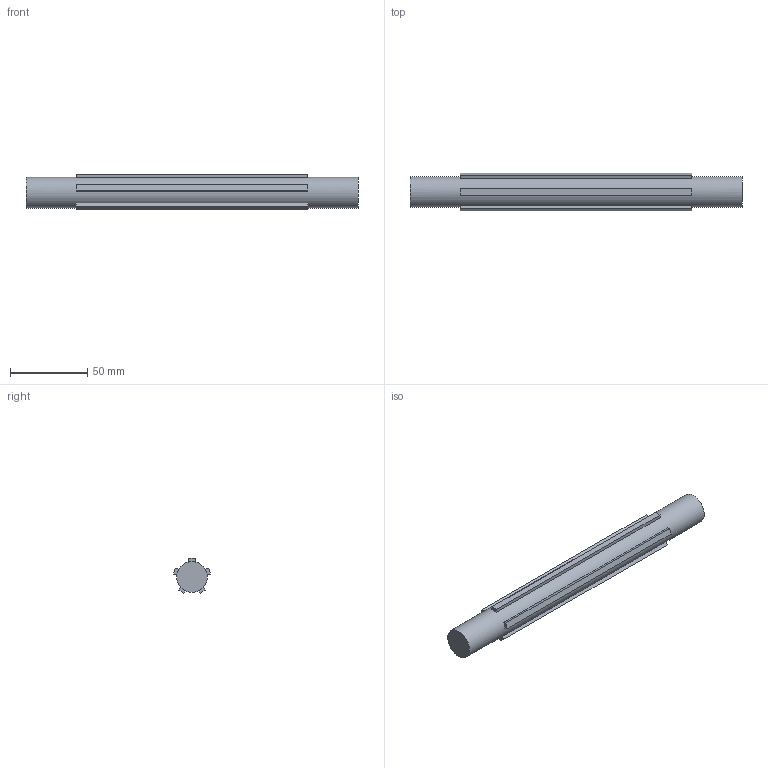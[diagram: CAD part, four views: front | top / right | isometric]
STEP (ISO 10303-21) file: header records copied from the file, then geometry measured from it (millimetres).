
FILE_DESCRIPTION (( 'STEP AP214' ), '1' );
FILE_NAME ('Part4. Shaft.STEP', '2025-04-01T14:17:40', ( '' ), ( '' ), 'SwSTEP 2.0', 'SolidWorks 2025', '' );
FILE_SCHEMA (( 'AUTOMOTIVE_DESIGN' ));
Length unit declared in the file: millimetre
Products named in the file (1): Part4. Shaft
Bounding box: 215 x 24.06 x 22.88 mm (x, y, z)
Volume: 73745.5 mm3; surface area: 17502.5 mm2
Topology: 1 solids, 1 shells, 28 faces, 66 edges, 44 vertices
Faces by surface type: plane 27, cylinder 1
Full cylindrical faces by diameter (mm): 20 x1
Entity records: 797 total; most frequent: CARTESIAN_POINT 133, DIRECTION 132, ORIENTED_EDGE 124, EDGE_CURVE 62, LINE 50, VECTOR 50, VERTEX_POINT 42, AXIS2_PLACEMENT_3D 41
